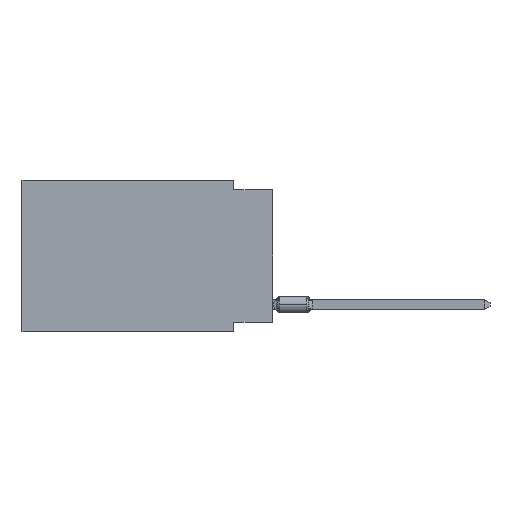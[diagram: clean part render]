
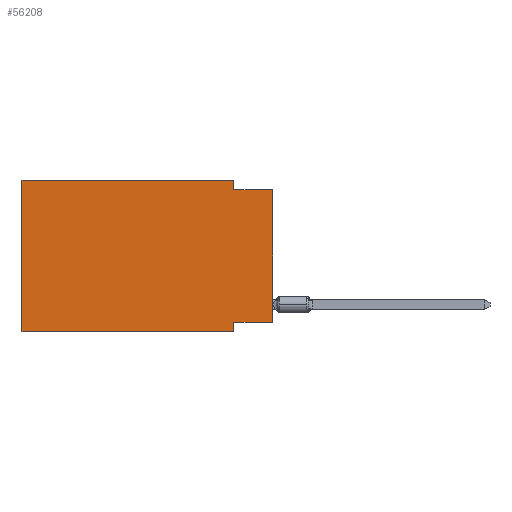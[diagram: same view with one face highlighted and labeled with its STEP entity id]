
A CAD part, left-side view. The second image highlights one B-rep face of the part: STEP entity #56208.
In plain terms, the highlighted planar face has unit normal (-1, 0, 0).
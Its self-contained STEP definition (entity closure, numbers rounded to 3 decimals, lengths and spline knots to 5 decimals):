
#774 = CARTESIAN_POINT ( 'NONE',  ( 0., 0., 0. ) ) ;
#1453 = DIRECTION ( 'NONE',  ( 0., 0., 1. ) ) ;
#3679 = EDGE_LOOP ( 'NONE', ( #18138, #30790, #9209, #12953, #15151, #41241, #38509, #50943 ) ) ;
#4986 = VECTOR ( 'NONE', #43488, 39.37008 ) ;
#5022 = VERTEX_POINT ( 'NONE', #31165 ) ;
#9209 = ORIENTED_EDGE ( 'NONE', *, *, #12620, .F. ) ;
#11239 = DIRECTION ( 'NONE',  ( 0., 0., -1. ) ) ;
#12569 = EDGE_CURVE ( 'NONE', #30812, #50807, #26991, .T. ) ;
#12620 = EDGE_CURVE ( 'NONE', #38594, #48240, #32343, .T. ) ;
#12953 = ORIENTED_EDGE ( 'NONE', *, *, #51876, .F. ) ;
#13779 = AXIS2_PLACEMENT_3D ( 'NONE', #43434, #53806, #28393 ) ;
#14262 = VECTOR ( 'NONE', #14794, 39.37008 ) ;
#14781 = VERTEX_POINT ( 'NONE', #42885 ) ;
#14788 = VECTOR ( 'NONE', #39913, 39.37008 ) ;
#14794 = DIRECTION ( 'NONE',  ( 0., 1., 0. ) ) ;
#15151 = ORIENTED_EDGE ( 'NONE', *, *, #12569, .F. ) ;
#16427 = CARTESIAN_POINT ( 'NONE',  ( 0., 0.645, -0.39 ) ) ;
#17739 = CARTESIAN_POINT ( 'NONE',  ( 0., 0.1, -0.39 ) ) ;
#18138 = ORIENTED_EDGE ( 'NONE', *, *, #58126, .T. ) ;
#18943 = LINE ( 'NONE', #49402, #64265 ) ;
#19505 = LINE ( 'NONE', #33609, #14788 ) ;
#19830 = LINE ( 'NONE', #24212, #14262 ) ;
#21692 = VERTEX_POINT ( 'NONE', #50007 ) ;
#22163 = CARTESIAN_POINT ( 'NONE',  ( 0., 0.645, 0. ) ) ;
#24212 = CARTESIAN_POINT ( 'NONE',  ( 0., 0., -0.365 ) ) ;
#26327 = DIRECTION ( 'NONE',  ( 0., 0., 1. ) ) ;
#26991 = LINE ( 'NONE', #61784, #57954 ) ;
#27328 = CARTESIAN_POINT ( 'NONE',  ( 0., 0.1, 0. ) ) ;
#28047 = VECTOR ( 'NONE', #11239, 39.37008 ) ;
#28228 = LINE ( 'NONE', #48625, #62391 ) ;
#28393 = DIRECTION ( 'NONE',  ( 0., 0., -1. ) ) ;
#29654 = DIRECTION ( 'NONE',  ( 0., -1., 0. ) ) ;
#30790 = ORIENTED_EDGE ( 'NONE', *, *, #42107, .F. ) ;
#30812 = VERTEX_POINT ( 'NONE', #16427 ) ;
#31165 = CARTESIAN_POINT ( 'NONE',  ( 0., 0.1, -0.365 ) ) ;
#32343 = LINE ( 'NONE', #27328, #28047 ) ;
#33609 = CARTESIAN_POINT ( 'NONE',  ( 0., 0., -0.025 ) ) ;
#38509 = ORIENTED_EDGE ( 'NONE', *, *, #38695, .F. ) ;
#38594 = VERTEX_POINT ( 'NONE', #42180 ) ;
#38695 = EDGE_CURVE ( 'NONE', #5022, #64124, #48184, .T. ) ;
#39706 = FACE_OUTER_BOUND ( 'NONE', #3679, .T. ) ;
#39913 = DIRECTION ( 'NONE',  ( 0., -1., 0. ) ) ;
#41241 = ORIENTED_EDGE ( 'NONE', *, *, #47096, .T. ) ;
#42107 = EDGE_CURVE ( 'NONE', #48240, #21692, #19505, .T. ) ;
#42180 = CARTESIAN_POINT ( 'NONE',  ( 0., 0.1, 0. ) ) ;
#42885 = CARTESIAN_POINT ( 'NONE',  ( 0., 0., -0.365 ) ) ;
#43434 = CARTESIAN_POINT ( 'NONE',  ( 0., 0.645, 0. ) ) ;
#43488 = DIRECTION ( 'NONE',  ( 0., 0., -1. ) ) ;
#44965 = VECTOR ( 'NONE', #1453, 39.37008 ) ;
#47096 = EDGE_CURVE ( 'NONE', #30812, #64124, #18943, .T. ) ;
#47500 = CARTESIAN_POINT ( 'NONE',  ( 0., 0.1, -0.025 ) ) ;
#48184 = LINE ( 'NONE', #17739, #4986 ) ;
#48240 = VERTEX_POINT ( 'NONE', #47500 ) ;
#48625 = CARTESIAN_POINT ( 'NONE',  ( 0., 0.645, 0. ) ) ;
#49402 = CARTESIAN_POINT ( 'NONE',  ( 0., 0.645, -0.39 ) ) ;
#49434 = PLANE ( 'NONE',  #13779 ) ;
#50007 = CARTESIAN_POINT ( 'NONE',  ( 0., 0., -0.025 ) ) ;
#50456 = EDGE_CURVE ( 'NONE', #14781, #5022, #19830, .T. ) ;
#50807 = VERTEX_POINT ( 'NONE', #22163 ) ;
#50943 = ORIENTED_EDGE ( 'NONE', *, *, #50456, .F. ) ;
#51876 = EDGE_CURVE ( 'NONE', #50807, #38594, #28228, .T. ) ;
#53806 = DIRECTION ( 'NONE',  ( 1., 0., 0. ) ) ;
#56208 = ADVANCED_FACE ( 'NONE', ( #39706 ), #49434, .F. ) ;
#57954 = VECTOR ( 'NONE', #26327, 39.37008 ) ;
#58126 = EDGE_CURVE ( 'NONE', #14781, #21692, #62390, .T. ) ;
#61784 = CARTESIAN_POINT ( 'NONE',  ( 0., 0.645, 0. ) ) ;
#62390 = LINE ( 'NONE', #774, #44965 ) ;
#62391 = VECTOR ( 'NONE', #64675, 39.37008 ) ;
#64124 = VERTEX_POINT ( 'NONE', #64867 ) ;
#64265 = VECTOR ( 'NONE', #29654, 39.37008 ) ;
#64675 = DIRECTION ( 'NONE',  ( 0., -1., 0. ) ) ;
#64867 = CARTESIAN_POINT ( 'NONE',  ( 0., 0.1, -0.39 ) ) ;
